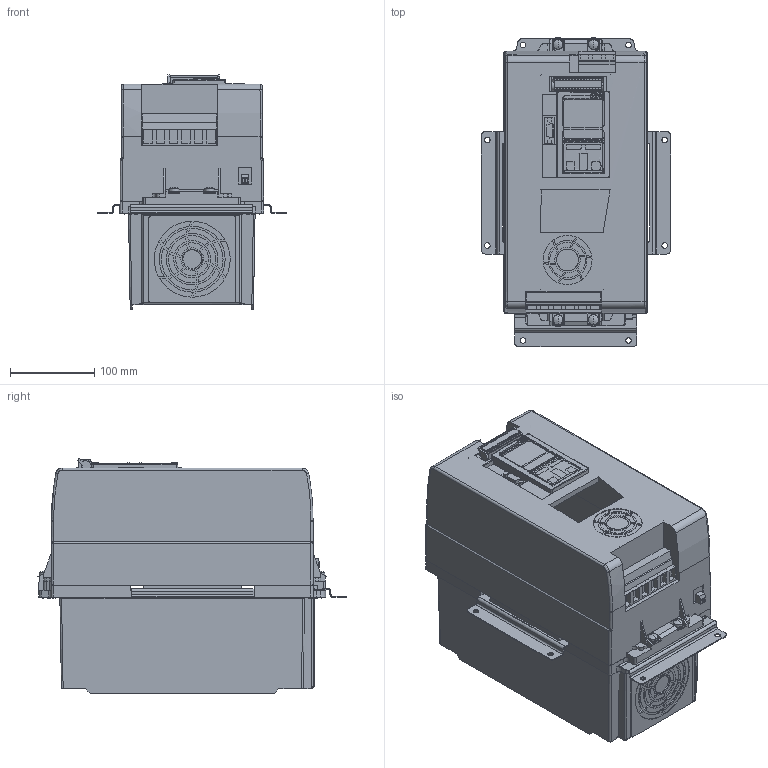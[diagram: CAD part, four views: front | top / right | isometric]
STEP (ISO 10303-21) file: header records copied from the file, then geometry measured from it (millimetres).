
FILE_DESCRIPTION (( 'STEP AP214' ), '1' );
FILE_NAME ('E1G6T0D-0405 KEB-COMBIVERT.STEP', '2015-08-04T09:45:26', ( 'KEB' ), ( 'Karl E. Brinkmann GmbH' ), 'SwSTEP 2.0', 'SolidWorks 2013', '' );
FILE_SCHEMA (( 'AUTOMOTIVE_DESIGN' ));
Length unit declared in the file: millimetre
Products named in the file (1): E1G6T0D-0405 KEB-COMBIVERT
Bounding box: 225 x 366.9 x 278.16 mm (x, y, z)
Surface area: 600640 mm2 (no closed solid volume)
Topology: 0 solids, 34 shells, 929 faces, 2870 edges, 1975 vertices
Faces by surface type: plane 418, cylinder 377, bspline 81, cone 51, torus 2
Entity records: 43570 total; most frequent: CARTESIAN_POINT 12639, ORIENTED_EDGE 4958, DIRECTION 4734, EDGE_CURVE 2858, VERTEX_POINT 1975, VECTOR 1598, LINE 1598, AXIS2_PLACEMENT_3D 1568
